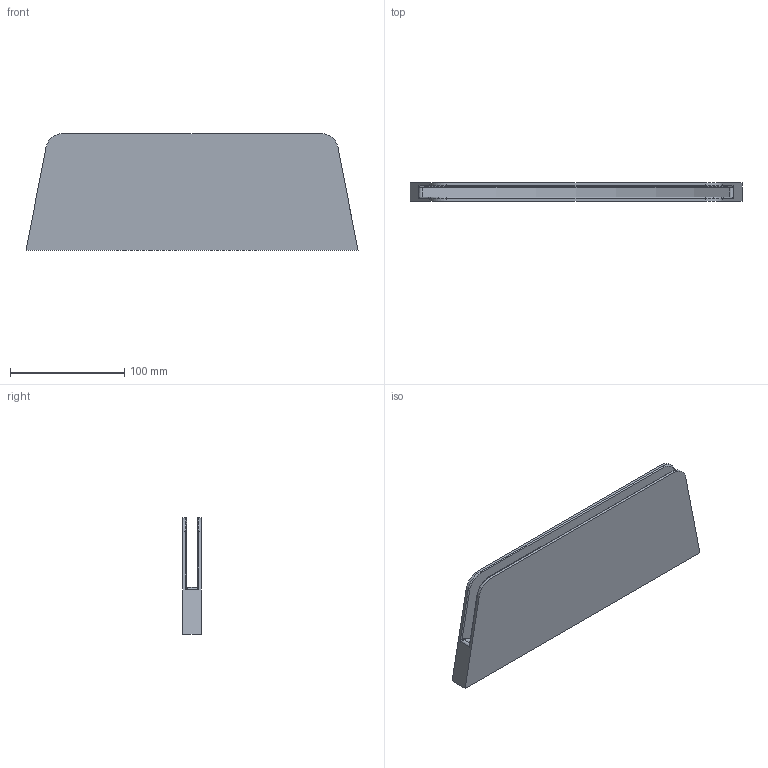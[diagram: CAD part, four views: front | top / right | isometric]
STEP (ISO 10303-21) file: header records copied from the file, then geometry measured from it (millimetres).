
FILE_DESCRIPTION(('FreeCAD Model'),'2;1');
FILE_NAME('Open CASCADE Shape Model','2023-05-15T23:03:45',(''),(''), 'Open CASCADE STEP processor 7.6','FreeCAD','Unknown');
FILE_SCHEMA(('AUTOMOTIVE_DESIGN { 1 0 10303 214 1 1 1 1 }'));
Length unit declared in the file: millimetre
Products named in the file (1): bumper
Bounding box: 290 x 16 x 102 mm (x, y, z)
Volume: 220776.1 mm3; surface area: 111769.1 mm2
Topology: 1 solids, 1 shells, 31 faces, 77 edges, 46 vertices
Faces by surface type: cylinder 13, plane 9, torus 7, bspline 2
Entity records: 3007 total; most frequent: CARTESIAN_POINT 1410, DIRECTION 278, ORIENTED_EDGE 150, LINE 150, VECTOR 150, PCURVE 150, DEFINITIONAL_REPRESENTATION 150, EDGE_CURVE 75
